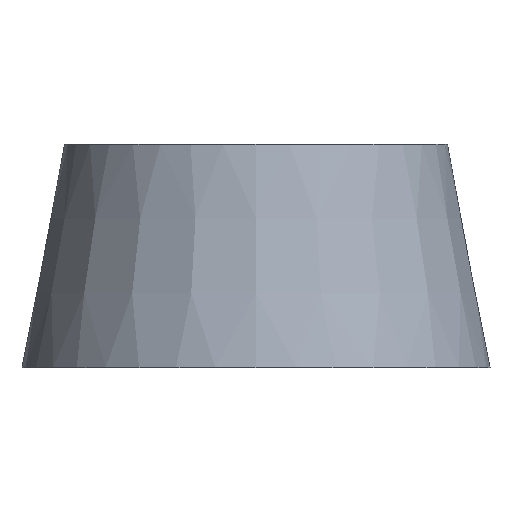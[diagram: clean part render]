
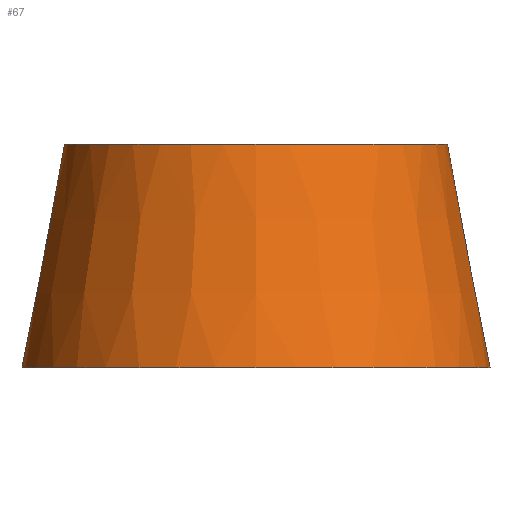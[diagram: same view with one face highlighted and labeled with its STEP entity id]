
A CAD part, left-side view. The second image highlights one B-rep face of the part: STEP entity #67.
In plain terms, the highlighted conical face has half-angle 10.784 degrees and reference radius 5.5 mm.
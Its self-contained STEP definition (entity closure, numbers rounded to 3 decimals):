
#23=CONICAL_SURFACE('',#96,5.5,0.188);
#25=FACE_OUTER_BOUND('',#29,.T.);
#29=EDGE_LOOP('',(#57,#58,#59,#60));
#35=LINE('',#135,#37);
#37=VECTOR('',#115,5.5);
#40=CIRCLE('',#97,4.5);
#41=CIRCLE('',#98,5.5);
#45=VERTEX_POINT('',#132);
#46=VERTEX_POINT('',#134);
#50=EDGE_CURVE('',#45,#45,#40,.T.);
#51=EDGE_CURVE('',#45,#46,#35,.T.);
#52=EDGE_CURVE('',#46,#46,#41,.T.);
#57=ORIENTED_EDGE('',*,*,#50,.F.);
#58=ORIENTED_EDGE('',*,*,#51,.T.);
#59=ORIENTED_EDGE('',*,*,#52,.T.);
#60=ORIENTED_EDGE('',*,*,#51,.F.);
#67=ADVANCED_FACE('',(#25),#23,.T.);
#96=AXIS2_PLACEMENT_3D('',#131,#111,#112);
#97=AXIS2_PLACEMENT_3D('',#133,#113,#114);
#98=AXIS2_PLACEMENT_3D('',#136,#116,#117);
#111=DIRECTION('center_axis',(0.,0.,-1.));
#112=DIRECTION('ref_axis',(1.,0.,0.));
#113=DIRECTION('center_axis',(0.,0.,1.));
#114=DIRECTION('ref_axis',(1.,0.,0.));
#115=DIRECTION('',(-0.187,0.,-0.982));
#116=DIRECTION('center_axis',(0.,0.,1.));
#117=DIRECTION('ref_axis',(1.,0.,0.));
#131=CARTESIAN_POINT('Origin',(0.,0.,0.));
#132=CARTESIAN_POINT('',(-4.5,0.,5.25));
#133=CARTESIAN_POINT('Origin',(0.,0.,5.25));
#134=CARTESIAN_POINT('',(-5.5,0.,0.));
#135=CARTESIAN_POINT('',(-5.5,0.,0.));
#136=CARTESIAN_POINT('Origin',(0.,0.,0.));
